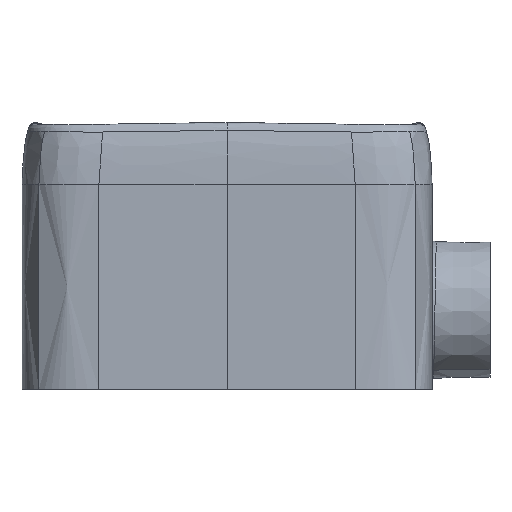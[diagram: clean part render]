
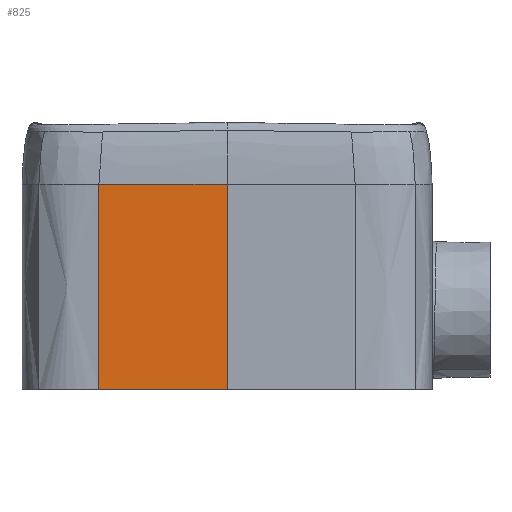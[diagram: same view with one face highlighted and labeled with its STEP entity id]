
A CAD part, left-side view. The second image highlights one B-rep face of the part: STEP entity #825.
In plain terms, the highlighted planar face has unit normal (-1, 0, 0).
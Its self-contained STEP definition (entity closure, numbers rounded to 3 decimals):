
#798=AXIS2_PLACEMENT_3D('Plane Axis2P3D',#795,#796,#797) ;
#171=CARTESIAN_POINT('Vertex',(-111.,0.,0.)) ;
#174=CARTESIAN_POINT('Line Origine',(-111.,12.5,0.)) ;
#178=CARTESIAN_POINT('Vertex',(-111.,25.,0.)) ;
#795=CARTESIAN_POINT('Axis2P3D Location',(-111.,0.,40.)) ;
#800=CARTESIAN_POINT('Line Origine',(-111.,0.,20.)) ;
#804=CARTESIAN_POINT('Vertex',(-111.,0.,40.)) ;
#807=CARTESIAN_POINT('Line Origine',(-111.,12.5,40.)) ;
#811=CARTESIAN_POINT('Vertex',(-111.,25.,40.)) ;
#814=CARTESIAN_POINT('Line Origine',(-111.,25.,20.)) ;
#175=DIRECTION('Vector Direction',(0.,-1.,0.)) ;
#796=DIRECTION('Axis2P3D Direction',(1.,0.,0.)) ;
#797=DIRECTION('Axis2P3D XDirection',(0.,-1.,0.)) ;
#801=DIRECTION('Vector Direction',(0.,0.,-1.)) ;
#808=DIRECTION('Vector Direction',(0.,1.,0.)) ;
#815=DIRECTION('Vector Direction',(0.,0.,-1.)) ;
#176=VECTOR('Line Direction',#175,1.) ;
#802=VECTOR('Line Direction',#801,1.) ;
#809=VECTOR('Line Direction',#808,1.) ;
#816=VECTOR('Line Direction',#815,1.) ;
#820=ORIENTED_EDGE('',*,*,#180,.T.) ;
#821=ORIENTED_EDGE('',*,*,#806,.F.) ;
#822=ORIENTED_EDGE('',*,*,#813,.T.) ;
#823=ORIENTED_EDGE('',*,*,#818,.T.) ;
#825=ADVANCED_FACE('Surface.1',(#824),#799,.F.) ;
#180=EDGE_CURVE('',#179,#172,#177,.T.) ;
#806=EDGE_CURVE('',#805,#172,#803,.T.) ;
#813=EDGE_CURVE('',#805,#812,#810,.T.) ;
#818=EDGE_CURVE('',#812,#179,#817,.T.) ;
#819=EDGE_LOOP('',(#820,#821,#822,#823)) ;
#824=FACE_OUTER_BOUND('',#819,.T.) ;
#177=LINE('Line',#174,#176) ;
#803=LINE('Line',#800,#802) ;
#810=LINE('Line',#807,#809) ;
#817=LINE('Line',#814,#816) ;
#799=PLANE('',#798) ;
#172=VERTEX_POINT('',#171) ;
#179=VERTEX_POINT('',#178) ;
#805=VERTEX_POINT('',#804) ;
#812=VERTEX_POINT('',#811) ;
